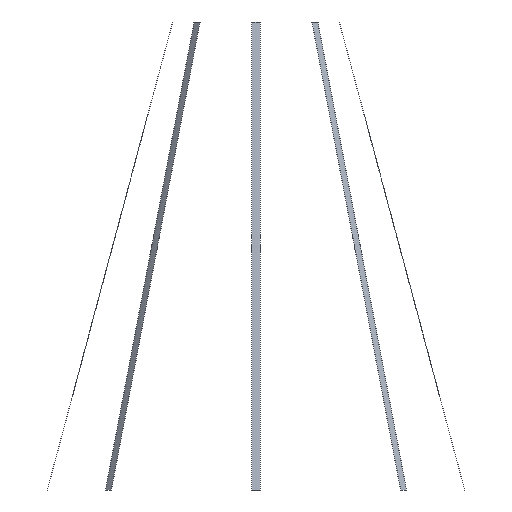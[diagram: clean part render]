
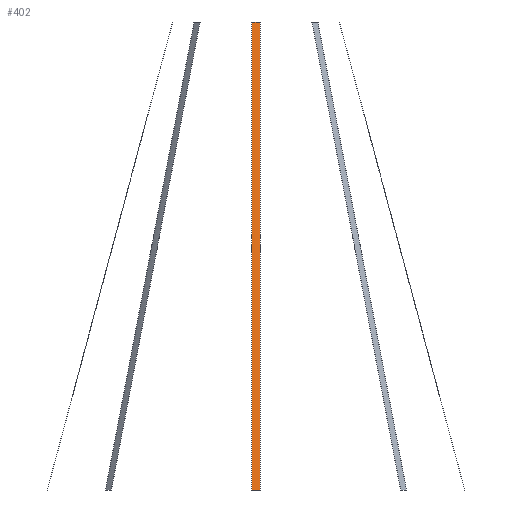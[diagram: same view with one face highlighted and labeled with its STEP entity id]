
A CAD part, left-side view. The second image highlights one B-rep face of the part: STEP entity #402.
In plain terms, the highlighted free-form (B-spline) face has degree [5, 3] with [6, 4] control points.
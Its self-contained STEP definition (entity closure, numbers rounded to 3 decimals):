
#336=CARTESIAN_POINT('Control Point',(-124.875,2.5,0.)) ;
#337=CARTESIAN_POINT('Control Point',(-124.908,0.834,0.)) ;
#338=CARTESIAN_POINT('Control Point',(-124.908,-0.834,0.)) ;
#339=CARTESIAN_POINT('Control Point',(-124.875,-2.5,0.)) ;
#340=CARTESIAN_POINT('Control Point',(-109.867,2.5,56.)) ;
#341=CARTESIAN_POINT('Control Point',(-109.911,0.834,56.)) ;
#342=CARTESIAN_POINT('Control Point',(-109.911,-0.834,56.)) ;
#343=CARTESIAN_POINT('Control Point',(-109.867,-2.5,56.)) ;
#344=CARTESIAN_POINT('Control Point',(-94.86,2.5,112.)) ;
#345=CARTESIAN_POINT('Control Point',(-94.913,0.834,112.)) ;
#346=CARTESIAN_POINT('Control Point',(-94.913,-0.834,112.)) ;
#347=CARTESIAN_POINT('Control Point',(-94.86,-2.5,112.)) ;
#348=CARTESIAN_POINT('Control Point',(-79.852,2.5,168.)) ;
#349=CARTESIAN_POINT('Control Point',(-79.916,0.834,168.)) ;
#350=CARTESIAN_POINT('Control Point',(-79.916,-0.834,168.)) ;
#351=CARTESIAN_POINT('Control Point',(-79.852,-2.5,168.)) ;
#352=CARTESIAN_POINT('Control Point',(-64.845,2.5,224.)) ;
#353=CARTESIAN_POINT('Control Point',(-64.918,0.834,224.)) ;
#354=CARTESIAN_POINT('Control Point',(-64.918,-0.834,224.)) ;
#355=CARTESIAN_POINT('Control Point',(-64.845,-2.5,224.)) ;
#356=CARTESIAN_POINT('Control Point',(-49.837,2.5,280.)) ;
#357=CARTESIAN_POINT('Control Point',(-49.921,0.835,280.)) ;
#358=CARTESIAN_POINT('Control Point',(-49.921,-0.835,280.)) ;
#359=CARTESIAN_POINT('Control Point',(-49.837,-2.5,280.)) ;
#361=CARTESIAN_POINT('Control Point',(-124.875,2.5,0.)) ;
#362=CARTESIAN_POINT('Control Point',(-109.867,2.5,56.)) ;
#363=CARTESIAN_POINT('Control Point',(-94.86,2.5,112.)) ;
#364=CARTESIAN_POINT('Control Point',(-79.852,2.5,168.)) ;
#365=CARTESIAN_POINT('Control Point',(-64.845,2.5,224.)) ;
#366=CARTESIAN_POINT('Control Point',(-49.837,2.5,280.)) ;
#367=CARTESIAN_POINT('Vertex',(-124.875,2.5,0.)) ;
#369=CARTESIAN_POINT('Vertex',(-49.837,2.5,280.)) ;
#373=CARTESIAN_POINT('Control Point',(-124.875,2.5,0.)) ;
#374=CARTESIAN_POINT('Control Point',(-124.908,0.834,0.)) ;
#375=CARTESIAN_POINT('Control Point',(-124.908,-0.834,0.)) ;
#376=CARTESIAN_POINT('Control Point',(-124.875,-2.5,0.)) ;
#377=CARTESIAN_POINT('Vertex',(-124.875,-2.5,0.)) ;
#381=CARTESIAN_POINT('Control Point',(-124.875,-2.5,0.)) ;
#382=CARTESIAN_POINT('Control Point',(-109.867,-2.5,56.)) ;
#383=CARTESIAN_POINT('Control Point',(-94.86,-2.5,112.)) ;
#384=CARTESIAN_POINT('Control Point',(-79.852,-2.5,168.)) ;
#385=CARTESIAN_POINT('Control Point',(-64.845,-2.5,224.)) ;
#386=CARTESIAN_POINT('Control Point',(-49.837,-2.5,280.)) ;
#387=CARTESIAN_POINT('Vertex',(-49.837,-2.5,280.)) ;
#391=CARTESIAN_POINT('Control Point',(-49.837,2.5,280.)) ;
#392=CARTESIAN_POINT('Control Point',(-49.921,0.835,280.)) ;
#393=CARTESIAN_POINT('Control Point',(-49.921,-0.835,280.)) ;
#394=CARTESIAN_POINT('Control Point',(-49.837,-2.5,280.)) ;
#397=ORIENTED_EDGE('',*,*,#371,.F.) ;
#398=ORIENTED_EDGE('',*,*,#379,.T.) ;
#399=ORIENTED_EDGE('',*,*,#389,.T.) ;
#400=ORIENTED_EDGE('',*,*,#395,.F.) ;
#402=ADVANCED_FACE('CircPattern.1',(#401),#335,.F.) ;
#360=B_SPLINE_CURVE_WITH_KNOTS('',5,(#361,#362,#363,#364,#365,#366),.UNSPECIFIED.,.F.,.U.,(6,6),(0.,289.874),.UNSPECIFIED.) ;
#372=B_SPLINE_CURVE_WITH_KNOTS('',3,(#373,#374,#375,#376),.UNSPECIFIED.,.F.,.U.,(4,4),(782.27,787.27),.UNSPECIFIED.) ;
#380=B_SPLINE_CURVE_WITH_KNOTS('',5,(#381,#382,#383,#384,#385,#386),.UNSPECIFIED.,.F.,.U.,(6,6),(0.,289.874),.UNSPECIFIED.) ;
#390=B_SPLINE_CURVE_WITH_KNOTS('',3,(#391,#392,#393,#394),.UNSPECIFIED.,.F.,.U.,(4,4),(782.27,787.27),.UNSPECIFIED.) ;
#335=B_SPLINE_SURFACE_WITH_KNOTS('',5,3,((#336,#337,#338,#339),(#340,#341,#342,#343),(#344,#345,#346,#347),(#348,#349,#350,#351),(#352,#353,#354,#355),(#356,#357,#358,#359)),.UNSPECIFIED.,.F.,.F.,.U.,(6,6),(4,4),(0.,289.874),(782.27,787.27),.UNSPECIFIED.) ;
#371=EDGE_CURVE('',#368,#370,#360,.T.) ;
#379=EDGE_CURVE('',#368,#378,#372,.T.) ;
#389=EDGE_CURVE('',#378,#388,#380,.T.) ;
#395=EDGE_CURVE('',#370,#388,#390,.T.) ;
#396=EDGE_LOOP('',(#397,#398,#399,#400)) ;
#401=FACE_OUTER_BOUND('',#396,.T.) ;
#368=VERTEX_POINT('',#367) ;
#370=VERTEX_POINT('',#369) ;
#378=VERTEX_POINT('',#377) ;
#388=VERTEX_POINT('',#387) ;
